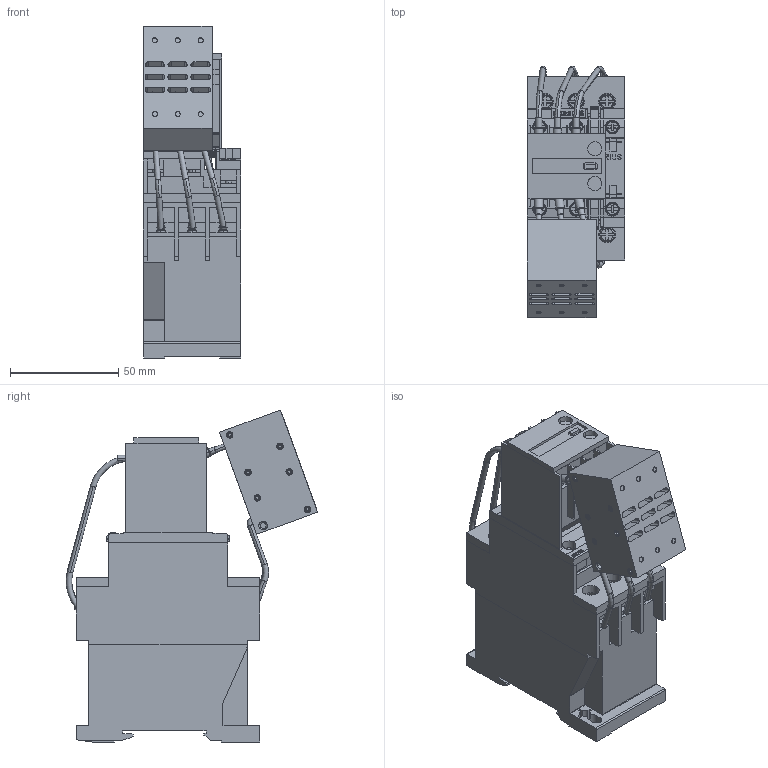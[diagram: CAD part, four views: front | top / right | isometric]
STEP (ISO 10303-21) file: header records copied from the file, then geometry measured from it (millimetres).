
FILE_DESCRIPTION(('STEP AP214'),'1');
FILE_NAME('cctmp_80DAE598-E8AC-4D47-A5A2-A310B304CB25_2023_07_24_19_07_43_0126..stp','2023-07-24T17:07:46',('SIEMENS A&D'),('CADClick - www.CADClick.com'),'Spatial InterOp 3D postprocessed',' ','unknown authorization');
FILE_SCHEMA(('AUTOMOTIVE_DESIGN'));
Length unit declared in the file: millimetre
Products named in the file (1): 2023_07_24_19_07_43_0032
Bounding box: 45 x 116.22 x 153.47 mm (x, y, z)
Volume: 345919.3 mm3; surface area: 92121.9 mm2
Topology: 1 solids, 25 shells, 2370 faces, 6345 edges, 4141 vertices
Faces by surface type: plane 1450, cylinder 633, cone 200, torus 87
Entity records: 124399 total; most frequent: CARTESIAN_POINT 14634, STYLED_ITEM 12857, PRESENTATION_STYLE_ASSIGNMENT 12857, ORIENTED_EDGE 12690, DIRECTION 12680, EDGE_CURVE 6345, CURVE_STYLE 6345, DRAUGHTING_PRE_DEFINED_CURVE_FONT 6345
